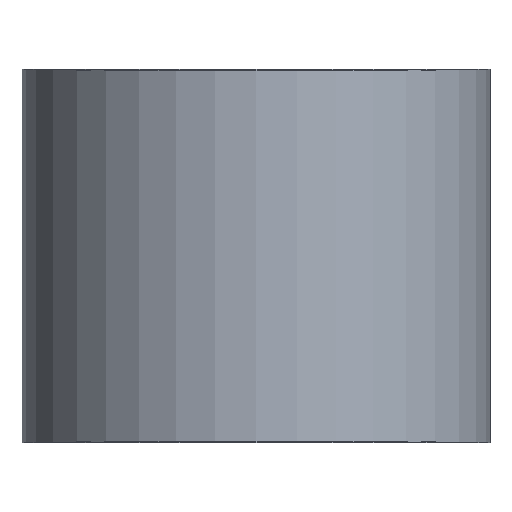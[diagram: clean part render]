
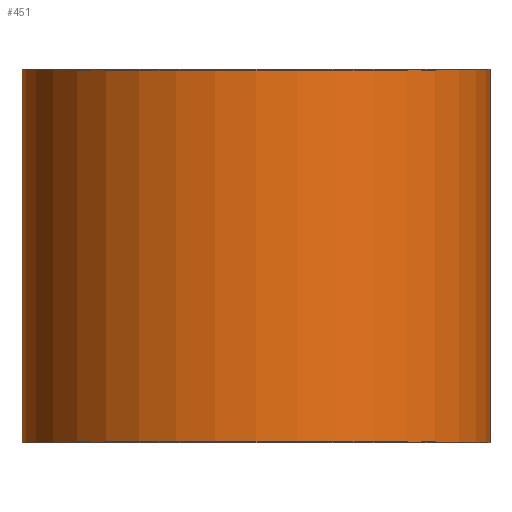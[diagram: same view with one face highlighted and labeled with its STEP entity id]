
A CAD part, front view. The second image highlights one B-rep face of the part: STEP entity #451.
In plain terms, the highlighted cylindrical face has radius 395 mm (diameter 790 mm), a full revolution.
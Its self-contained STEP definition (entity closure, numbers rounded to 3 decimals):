
#27 = ORIENTED_EDGE ( 'NONE', *, *, #736, .F. ) ;
#104 = EDGE_LOOP ( 'NONE', ( #27 ) ) ;
#115 = CIRCLE ( 'NONE', #503, 395. ) ;
#208 = VERTEX_POINT ( 'NONE', #810 ) ;
#247 = DIRECTION ( 'NONE',  ( 1., 0., 0. ) ) ;
#285 = DIRECTION ( 'NONE',  ( 0., 0., 1. ) ) ;
#292 = DIRECTION ( 'NONE',  ( 0., 0., 1. ) ) ;
#301 = CIRCLE ( 'NONE', #914, 395. ) ;
#319 = CARTESIAN_POINT ( 'NONE',  ( 0., 0., 0. ) ) ;
#451 = ADVANCED_FACE ( 'NONE', ( #849, #890 ), #834, .T. ) ;
#474 = VERTEX_POINT ( 'NONE', #955 ) ;
#481 = DIRECTION ( 'NONE',  ( 1., 0., 0. ) ) ;
#503 = AXIS2_PLACEMENT_3D ( 'NONE', #743, #292, #481 ) ;
#551 = CARTESIAN_POINT ( 'NONE',  ( 0., 0., 0. ) ) ;
#569 = DIRECTION ( 'NONE',  ( 1., 0., 0. ) ) ;
#610 = DIRECTION ( 'NONE',  ( 0., 0., 1. ) ) ;
#717 = EDGE_LOOP ( 'NONE', ( #1147 ) ) ;
#736 = EDGE_CURVE ( 'NONE', #474, #474, #115, .T. ) ;
#743 = CARTESIAN_POINT ( 'NONE',  ( 0., 0., 630. ) ) ;
#810 = CARTESIAN_POINT ( 'NONE',  ( 395., 0., 0. ) ) ;
#834 = CYLINDRICAL_SURFACE ( 'NONE', #1082, 395. ) ;
#849 = FACE_OUTER_BOUND ( 'NONE', #717, .T. ) ;
#890 = FACE_OUTER_BOUND ( 'NONE', #104, .T. ) ;
#914 = AXIS2_PLACEMENT_3D ( 'NONE', #319, #610, #247 ) ;
#955 = CARTESIAN_POINT ( 'NONE',  ( 395., 0., 630. ) ) ;
#1082 = AXIS2_PLACEMENT_3D ( 'NONE', #551, #285, #569 ) ;
#1133 = EDGE_CURVE ( 'NONE', #208, #208, #301, .T. ) ;
#1147 = ORIENTED_EDGE ( 'NONE', *, *, #1133, .T. ) ;
